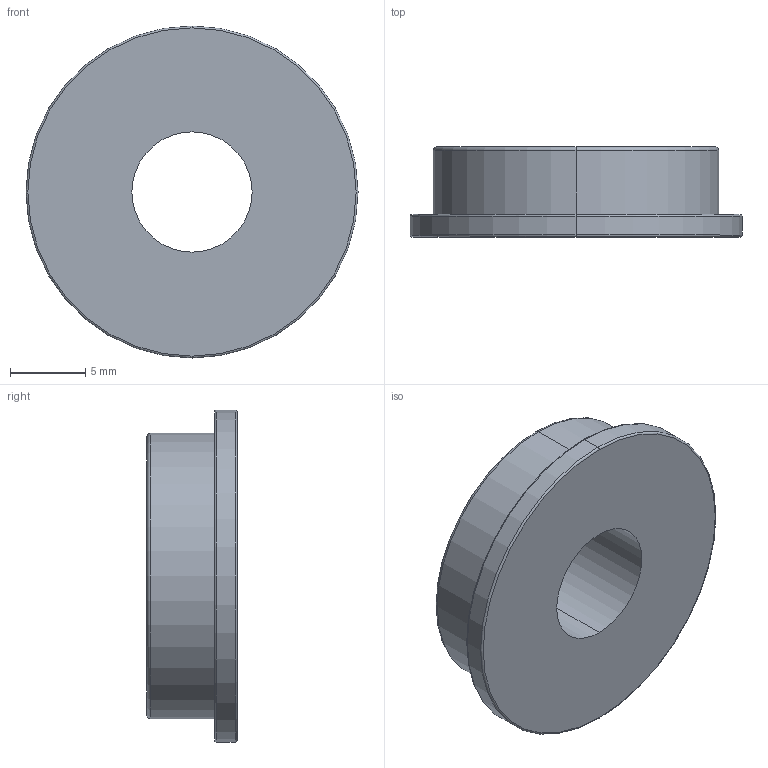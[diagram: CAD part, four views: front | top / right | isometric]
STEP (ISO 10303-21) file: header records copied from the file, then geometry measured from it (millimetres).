
FILE_DESCRIPTION (( 'STEP AP214' ), '1' );
FILE_NAME ('am-0931 Ball Bearing, 8MMx19MMx6MM Flanged REV2.STEP', '2018-06-28T14:02:41', ( '' ), ( '' ), 'SwSTEP 2.0', 'SolidWorks 2017', '' );
FILE_SCHEMA (( 'AUTOMOTIVE_DESIGN' ));
Length unit declared in the file: millimetre
Products named in the file (1): am-0931 Ball Bearing, 8MMx19MMx6MM Flanged REV2
Bounding box: 22.1 x 6 x 22.1 mm (x, y, z)
Volume: 1528.6 mm3; surface area: 1188.3 mm2
Topology: 1 solids, 1 shells, 29 faces, 58 edges, 34 vertices
Faces by surface type: torus 14, cylinder 10, plane 5
Entity records: 806 total; most frequent: DIRECTION 166, CARTESIAN_POINT 122, ORIENTED_EDGE 116, AXIS2_PLACEMENT_3D 78, EDGE_CURVE 58, CIRCLE 48, VERTEX_POINT 34, EDGE_LOOP 34
